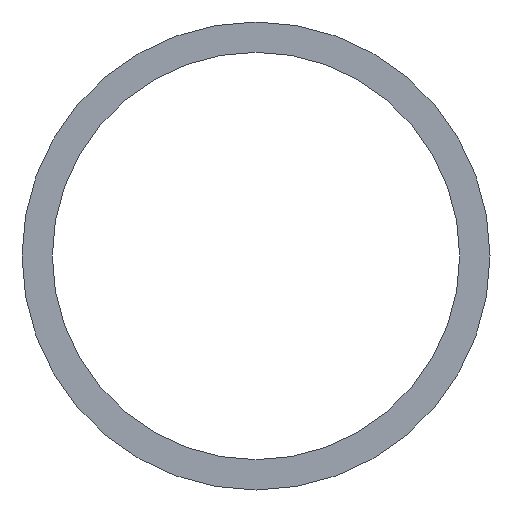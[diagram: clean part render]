
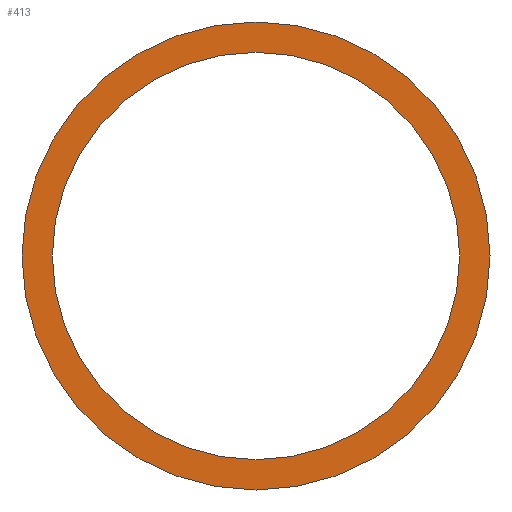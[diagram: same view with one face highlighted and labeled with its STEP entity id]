
A CAD part, front view. The second image highlights one B-rep face of the part: STEP entity #413.
In plain terms, the highlighted planar face has unit normal (0, -1, 0).
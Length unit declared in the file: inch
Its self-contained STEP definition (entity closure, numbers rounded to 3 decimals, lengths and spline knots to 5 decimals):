
#14 = CARTESIAN_POINT ( 'NONE',  ( 0., 0., 0. ) ) ;
#25 = VERTEX_POINT ( 'NONE', #236 ) ;
#28 = CARTESIAN_POINT ( 'NONE',  ( 0., 0., 0. ) ) ;
#31 = ORIENTED_EDGE ( 'NONE', *, *, #614, .F. ) ;
#35 = CARTESIAN_POINT ( 'NONE',  ( 0., 0., 0. ) ) ;
#46 = AXIS2_PLACEMENT_3D ( 'NONE', #325, #467, #452 ) ;
#53 = DIRECTION ( 'NONE',  ( 0., 1., 0. ) ) ;
#60 = DIRECTION ( 'NONE',  ( 0., 0., 1. ) ) ;
#64 = FACE_OUTER_BOUND ( 'NONE', #206, .T. ) ;
#115 = PLANE ( 'NONE',  #588 ) ;
#117 = CIRCLE ( 'NONE', #585, 0.8565 ) ;
#142 = EDGE_CURVE ( 'NONE', #212, #207, #404, .T. ) ;
#150 = ORIENTED_EDGE ( 'NONE', *, *, #142, .T. ) ;
#152 = DIRECTION ( 'NONE',  ( 0., 1., 0. ) ) ;
#155 = DIRECTION ( 'NONE',  ( 0., 0., 1. ) ) ;
#156 = CARTESIAN_POINT ( 'NONE',  ( 0., 0., 0. ) ) ;
#167 = CARTESIAN_POINT ( 'NONE',  ( 0., 0., 0.984 ) ) ;
#179 = DIRECTION ( 'NONE',  ( 0., 1., 0. ) ) ;
#206 = EDGE_LOOP ( 'NONE', ( #31, #300 ) ) ;
#207 = VERTEX_POINT ( 'NONE', #486 ) ;
#212 = VERTEX_POINT ( 'NONE', #545 ) ;
#236 = CARTESIAN_POINT ( 'NONE',  ( 0., 0., -0.984 ) ) ;
#276 = EDGE_LOOP ( 'NONE', ( #509, #150 ) ) ;
#300 = ORIENTED_EDGE ( 'NONE', *, *, #611, .F. ) ;
#325 = CARTESIAN_POINT ( 'NONE',  ( 0., 0., 0. ) ) ;
#326 = DIRECTION ( 'NONE',  ( 0., 0., 1. ) ) ;
#390 = CIRCLE ( 'NONE', #46, 0.984 ) ;
#398 = DIRECTION ( 'NONE',  ( 0., 0., 1. ) ) ;
#404 = CIRCLE ( 'NONE', #624, 0.8565 ) ;
#413 = ADVANCED_FACE ( 'NONE', ( #64, #480 ), #115, .F. ) ;
#452 = DIRECTION ( 'NONE',  ( 0., 0., 1. ) ) ;
#466 = VERTEX_POINT ( 'NONE', #167 ) ;
#467 = DIRECTION ( 'NONE',  ( 0., 1., 0. ) ) ;
#480 = FACE_BOUND ( 'NONE', #276, .T. ) ;
#486 = CARTESIAN_POINT ( 'NONE',  ( 0., 0., -0.8565 ) ) ;
#489 = EDGE_CURVE ( 'NONE', #207, #212, #117, .T. ) ;
#490 = CIRCLE ( 'NONE', #584, 0.984 ) ;
#509 = ORIENTED_EDGE ( 'NONE', *, *, #489, .T. ) ;
#545 = CARTESIAN_POINT ( 'NONE',  ( 0., 0., 0.8565 ) ) ;
#584 = AXIS2_PLACEMENT_3D ( 'NONE', #35, #179, #326 ) ;
#585 = AXIS2_PLACEMENT_3D ( 'NONE', #156, #152, #155 ) ;
#588 = AXIS2_PLACEMENT_3D ( 'NONE', #28, #623, #60 ) ;
#611 = EDGE_CURVE ( 'NONE', #466, #25, #490, .T. ) ;
#614 = EDGE_CURVE ( 'NONE', #25, #466, #390, .T. ) ;
#623 = DIRECTION ( 'NONE',  ( 0., 1., 0. ) ) ;
#624 = AXIS2_PLACEMENT_3D ( 'NONE', #14, #53, #398 ) ;
